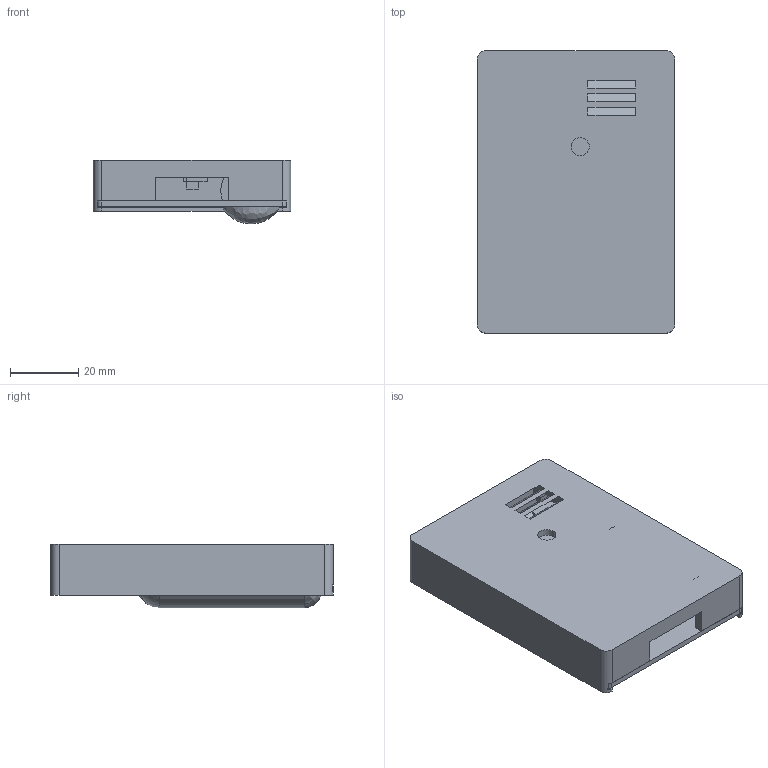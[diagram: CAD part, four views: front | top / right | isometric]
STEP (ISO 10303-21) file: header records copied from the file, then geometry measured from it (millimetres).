
FILE_DESCRIPTION(/* description */ (''),/* implementation_level */ '2;1');
FILE_NAME(/* name */ 'housing Soil_moistV3 v9.step',/* time_stamp */ '2024-04-03T15:52:49+03:00',/* author */ (''),/* organization */ (''),/* preprocessor_version */ 'ST-DEVELOPER v20',/* originating_system */ 'Autodesk Translation Framework v12.20.1.177',/* authorisation */ '');
FILE_SCHEMA (('AUTOMOTIVE_DESIGN { 1 0 10303 214 3 1 1 }'));
Length unit declared in the file: millimetre
Products named in the file (1): housing Soil_moistV3
Bounding box: 58 x 83.01 x 18.74 mm (x, y, z)
Volume: 31700.7 mm3; surface area: 29711.3 mm2
Topology: 3 solids, 3 shells, 154 faces, 420 edges, 276 vertices
Faces by surface type: plane 137, cylinder 13, bspline 4
Full cylindrical faces by diameter (mm): 5.3 x1, 17.8 x1
Entity records: 4952 total; most frequent: CARTESIAN_POINT 983, ORIENTED_EDGE 832, DIRECTION 752, EDGE_CURVE 416, LINE 374, VECTOR 374, VERTEX_POINT 276, AXIS2_PLACEMENT_3D 189
